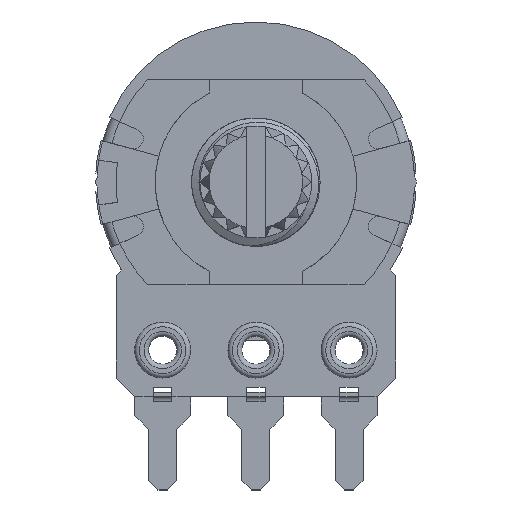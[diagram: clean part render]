
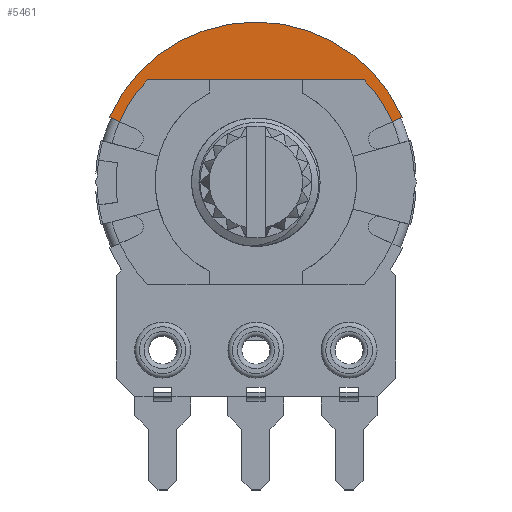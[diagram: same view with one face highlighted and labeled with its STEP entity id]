
A CAD part, top view. The second image highlights one B-rep face of the part: STEP entity #5461.
In plain terms, the highlighted planar face has unit normal (0, 0, 1).
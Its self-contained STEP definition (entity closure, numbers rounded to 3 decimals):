
#213=PLANE('',#5919);
#551=FACE_OUTER_BOUND('',#864,.T.);
#864=EDGE_LOOP('',(#4542,#4543,#4544,#4545,#4546,#4547,#4548,#4549));
#1103=CIRCLE('',#5867,8.);
#1108=CIRCLE('',#5877,8.);
#1131=CIRCLE('',#5920,8.6);
#1479=LINE('',#11532,#2007);
#1485=LINE('',#11547,#2013);
#1569=LINE('',#11822,#2097);
#1631=LINE('',#11995,#2159);
#1632=LINE('',#11996,#2160);
#2007=VECTOR('',#6734,10.);
#2013=VECTOR('',#6744,10.);
#2097=VECTOR('',#6986,10.);
#2159=VECTOR('',#7144,10.);
#2160=VECTOR('',#7145,10.);
#2563=VERTEX_POINT('',#11530);
#2564=VERTEX_POINT('',#11531);
#2570=VERTEX_POINT('',#11545);
#2571=VERTEX_POINT('',#11546);
#2656=VERTEX_POINT('',#11800);
#2663=VERTEX_POINT('',#11820);
#2666=VERTEX_POINT('',#11830);
#2726=VERTEX_POINT('',#11993);
#3188=EDGE_CURVE('',#2563,#2564,#1479,.T.);
#3195=EDGE_CURVE('',#2570,#2571,#1485,.T.);
#3315=EDGE_CURVE('',#2564,#2656,#1103,.F.);
#3325=EDGE_CURVE('',#2571,#2663,#1569,.T.);
#3329=EDGE_CURVE('',#2666,#2570,#1108,.F.);
#3412=EDGE_CURVE('',#2663,#2726,#1131,.F.);
#3413=EDGE_CURVE('',#2726,#2563,#1631,.T.);
#3414=EDGE_CURVE('',#2656,#2666,#1632,.T.);
#4542=ORIENTED_EDGE('',*,*,#3329,.T.);
#4543=ORIENTED_EDGE('',*,*,#3195,.T.);
#4544=ORIENTED_EDGE('',*,*,#3325,.T.);
#4545=ORIENTED_EDGE('',*,*,#3412,.T.);
#4546=ORIENTED_EDGE('',*,*,#3413,.T.);
#4547=ORIENTED_EDGE('',*,*,#3188,.T.);
#4548=ORIENTED_EDGE('',*,*,#3315,.T.);
#4549=ORIENTED_EDGE('',*,*,#3414,.T.);
#5461=ADVANCED_FACE('',(#551),#213,.T.);
#5867=AXIS2_PLACEMENT_3D('',#11802,#6967,#6968);
#5877=AXIS2_PLACEMENT_3D('',#11831,#6996,#6997);
#5919=AXIS2_PLACEMENT_3D('',#11992,#7140,#7141);
#5920=AXIS2_PLACEMENT_3D('',#11994,#7142,#7143);
#6734=DIRECTION('',(0.914,-0.406,0.));
#6744=DIRECTION('',(0.914,0.406,0.));
#6967=DIRECTION('center_axis',(0.,0.,1.));
#6968=DIRECTION('ref_axis',(0.,1.,0.));
#6986=DIRECTION('',(0.914,0.406,0.));
#6996=DIRECTION('center_axis',(0.,0.,1.));
#6997=DIRECTION('ref_axis',(0.,1.,0.));
#7140=DIRECTION('center_axis',(0.,0.,1.));
#7141=DIRECTION('ref_axis',(1.,0.,0.));
#7142=DIRECTION('center_axis',(0.,0.,-1.));
#7143=DIRECTION('ref_axis',(-1.,0.,0.));
#7144=DIRECTION('',(0.914,-0.406,0.));
#7145=DIRECTION('',(1.,0.,0.));
#11530=CARTESIAN_POINT('',(-7.768,3.451,7.2));
#11531=CARTESIAN_POINT('',(-7.311,3.248,7.2));
#11532=CARTESIAN_POINT('',(-3.884,1.726,7.2));
#11545=CARTESIAN_POINT('',(7.311,3.248,7.2));
#11546=CARTESIAN_POINT('',(7.768,3.451,7.2));
#11547=CARTESIAN_POINT('',(3.655,1.624,7.2));
#11800=CARTESIAN_POINT('',(-5.809,5.5,7.2));
#11802=CARTESIAN_POINT('Origin',(0.,0.,7.2));
#11820=CARTESIAN_POINT('',(7.859,3.492,7.2));
#11822=CARTESIAN_POINT('',(3.655,1.624,7.2));
#11830=CARTESIAN_POINT('',(5.809,5.5,7.2));
#11831=CARTESIAN_POINT('Origin',(0.,0.,7.2));
#11992=CARTESIAN_POINT('Origin',(0.,0.,
7.2));
#11993=CARTESIAN_POINT('',(-7.859,3.492,7.2));
#11994=CARTESIAN_POINT('Origin',(0.,0.,
7.2));
#11995=CARTESIAN_POINT('',(-3.884,1.726,7.2));
#11996=CARTESIAN_POINT('',(-8.,5.5,7.2));
